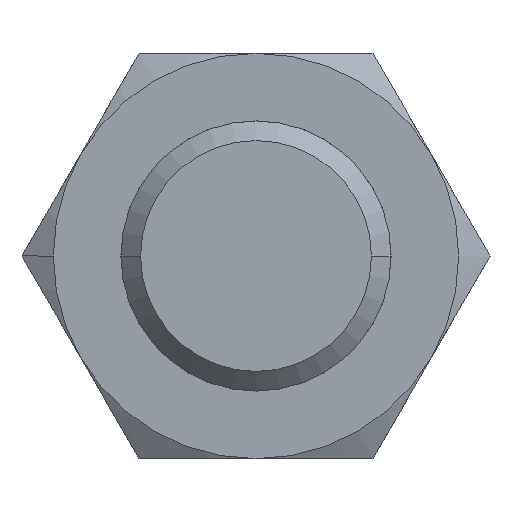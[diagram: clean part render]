
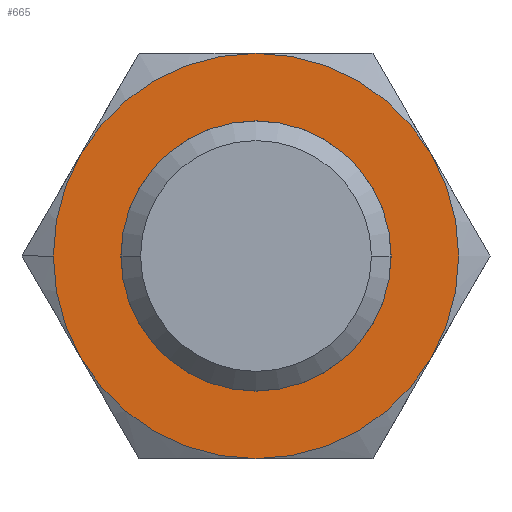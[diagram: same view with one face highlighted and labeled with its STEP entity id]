
A CAD part, front view. The second image highlights one B-rep face of the part: STEP entity #665.
In plain terms, the highlighted planar face has unit normal (0, -1, 0).
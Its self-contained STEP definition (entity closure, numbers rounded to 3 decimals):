
#10 = AXIS2_PLACEMENT_3D ( 'NONE', #452, #806, #654 ) ;
#18 = DIRECTION ( 'NONE',  ( -1., 0., 0. ) ) ;
#32 = EDGE_CURVE ( 'NONE', #737, #62, #196, .T. ) ;
#60 = DIRECTION ( 'NONE',  ( 0., 1., 0. ) ) ;
#62 = VERTEX_POINT ( 'NONE', #66 ) ;
#66 = CARTESIAN_POINT ( 'NONE',  ( -9., 0., 0. ) ) ;
#79 = VERTEX_POINT ( 'NONE', #599 ) ;
#84 = FACE_OUTER_BOUND ( 'NONE', #178, .T. ) ;
#90 = DIRECTION ( 'NONE',  ( -1., 0., 0. ) ) ;
#108 = ORIENTED_EDGE ( 'NONE', *, *, #191, .T. ) ;
#111 = DIRECTION ( 'NONE',  ( -1., 0., 0. ) ) ;
#139 = VERTEX_POINT ( 'NONE', #891 ) ;
#141 = EDGE_CURVE ( 'NONE', #798, #538, #717, .T. ) ;
#144 = CARTESIAN_POINT ( 'NONE',  ( 0., 0., 0. ) ) ;
#164 = EDGE_CURVE ( 'NONE', #937, #79, #166, .T. ) ;
#166 = CIRCLE ( 'NONE', #829, 9. ) ;
#169 = DIRECTION ( 'NONE',  ( -1., 0., 0. ) ) ;
#178 = EDGE_LOOP ( 'NONE', ( #650, #352, #686, #405, #593, #720, #358 ) ) ;
#191 = EDGE_CURVE ( 'NONE', #139, #528, #279, .T. ) ;
#196 = CIRCLE ( 'NONE', #867, 9. ) ;
#221 = CARTESIAN_POINT ( 'NONE',  ( 0., 0., 9. ) ) ;
#230 = DIRECTION ( 'NONE',  ( 0., 1., 0. ) ) ;
#232 = DIRECTION ( 'NONE',  ( 0., 1., 0. ) ) ;
#237 = CARTESIAN_POINT ( 'NONE',  ( 0., 0., 0. ) ) ;
#241 = PLANE ( 'NONE',  #901 ) ;
#255 = CARTESIAN_POINT ( 'NONE',  ( 0., 0., 0. ) ) ;
#279 = CIRCLE ( 'NONE', #10, 6. ) ;
#288 = CARTESIAN_POINT ( 'NONE',  ( 0., 0., 0. ) ) ;
#295 = DIRECTION ( 'NONE',  ( -1., 0., 0. ) ) ;
#296 = AXIS2_PLACEMENT_3D ( 'NONE', #144, #436, #516 ) ;
#300 = EDGE_CURVE ( 'NONE', #62, #798, #932, .T. ) ;
#301 = DIRECTION ( 'NONE',  ( -1., 0., 0. ) ) ;
#346 = CARTESIAN_POINT ( 'NONE',  ( -7.794, 0., 4.5 ) ) ;
#352 = ORIENTED_EDGE ( 'NONE', *, *, #300, .F. ) ;
#358 = ORIENTED_EDGE ( 'NONE', *, *, #645, .F. ) ;
#369 = DIRECTION ( 'NONE',  ( -1., 0., 0. ) ) ;
#371 = CIRCLE ( 'NONE', #442, 9. ) ;
#380 = DIRECTION ( 'NONE',  ( 0., 1., 0. ) ) ;
#404 = DIRECTION ( 'NONE',  ( 0., 1., 0. ) ) ;
#405 = ORIENTED_EDGE ( 'NONE', *, *, #616, .F. ) ;
#436 = DIRECTION ( 'NONE',  ( 0., 1., 0. ) ) ;
#442 = AXIS2_PLACEMENT_3D ( 'NONE', #721, #60, #169 ) ;
#452 = CARTESIAN_POINT ( 'NONE',  ( 0., 0., 0. ) ) ;
#457 = CARTESIAN_POINT ( 'NONE',  ( 0., 0., 0. ) ) ;
#468 = CARTESIAN_POINT ( 'NONE',  ( -7.794, 0., -4.5 ) ) ;
#502 = AXIS2_PLACEMENT_3D ( 'NONE', #255, #771, #111 ) ;
#503 = AXIS2_PLACEMENT_3D ( 'NONE', #864, #586, #744 ) ;
#516 = DIRECTION ( 'NONE',  ( -1., 0., 0. ) ) ;
#518 = AXIS2_PLACEMENT_3D ( 'NONE', #457, #836, #90 ) ;
#528 = VERTEX_POINT ( 'NONE', #813 ) ;
#538 = VERTEX_POINT ( 'NONE', #221 ) ;
#541 = EDGE_CURVE ( 'NONE', #601, #937, #719, .T. ) ;
#566 = EDGE_CURVE ( 'NONE', #528, #139, #690, .T. ) ;
#586 = DIRECTION ( 'NONE',  ( 0., 1., 0. ) ) ;
#593 = ORIENTED_EDGE ( 'NONE', *, *, #164, .F. ) ;
#599 = CARTESIAN_POINT ( 'NONE',  ( 0., 0., -9. ) ) ;
#601 = VERTEX_POINT ( 'NONE', #653 ) ;
#616 = EDGE_CURVE ( 'NONE', #79, #737, #754, .T. ) ;
#618 = ORIENTED_EDGE ( 'NONE', *, *, #566, .T. ) ;
#645 = EDGE_CURVE ( 'NONE', #538, #601, #371, .T. ) ;
#650 = ORIENTED_EDGE ( 'NONE', *, *, #141, .F. ) ;
#653 = CARTESIAN_POINT ( 'NONE',  ( 7.794, 0., 4.5 ) ) ;
#654 = DIRECTION ( 'NONE',  ( -1., 0., 0. ) ) ;
#655 = CARTESIAN_POINT ( 'NONE',  ( 0., 0., 0. ) ) ;
#665 = ADVANCED_FACE ( 'NONE', ( #84, #673 ), #241, .F. ) ;
#673 = FACE_BOUND ( 'NONE', #762, .T. ) ;
#686 = ORIENTED_EDGE ( 'NONE', *, *, #32, .F. ) ;
#690 = CIRCLE ( 'NONE', #503, 6. ) ;
#717 = CIRCLE ( 'NONE', #502, 9. ) ;
#719 = CIRCLE ( 'NONE', #797, 9. ) ;
#720 = ORIENTED_EDGE ( 'NONE', *, *, #541, .F. ) ;
#721 = CARTESIAN_POINT ( 'NONE',  ( 0., 0., 0. ) ) ;
#737 = VERTEX_POINT ( 'NONE', #468 ) ;
#744 = DIRECTION ( 'NONE',  ( -1., 0., 0. ) ) ;
#754 = CIRCLE ( 'NONE', #296, 9. ) ;
#762 = EDGE_LOOP ( 'NONE', ( #618, #108 ) ) ;
#771 = DIRECTION ( 'NONE',  ( 0., 1., 0. ) ) ;
#797 = AXIS2_PLACEMENT_3D ( 'NONE', #288, #380, #369 ) ;
#798 = VERTEX_POINT ( 'NONE', #346 ) ;
#806 = DIRECTION ( 'NONE',  ( 0., 1., 0. ) ) ;
#813 = CARTESIAN_POINT ( 'NONE',  ( -6., 0., 0. ) ) ;
#829 = AXIS2_PLACEMENT_3D ( 'NONE', #237, #230, #295 ) ;
#836 = DIRECTION ( 'NONE',  ( 0., 1., 0. ) ) ;
#864 = CARTESIAN_POINT ( 'NONE',  ( 0., 0., 0. ) ) ;
#867 = AXIS2_PLACEMENT_3D ( 'NONE', #655, #232, #301 ) ;
#889 = CARTESIAN_POINT ( 'NONE',  ( 9., 0., 0. ) ) ;
#891 = CARTESIAN_POINT ( 'NONE',  ( 6., 0., 0. ) ) ;
#901 = AXIS2_PLACEMENT_3D ( 'NONE', #889, #404, #18 ) ;
#921 = CARTESIAN_POINT ( 'NONE',  ( 7.794, 0., -4.5 ) ) ;
#932 = CIRCLE ( 'NONE', #518, 9. ) ;
#937 = VERTEX_POINT ( 'NONE', #921 ) ;
